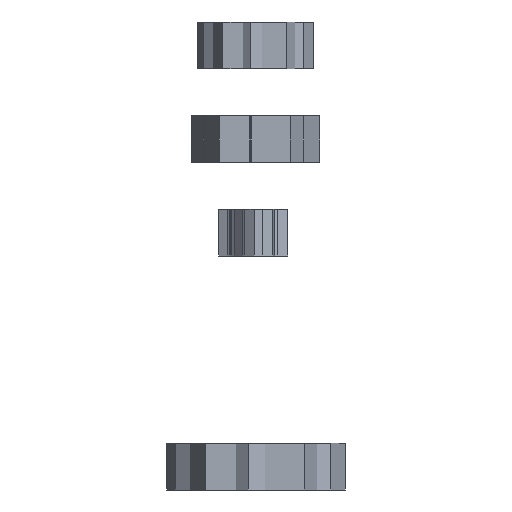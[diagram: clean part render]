
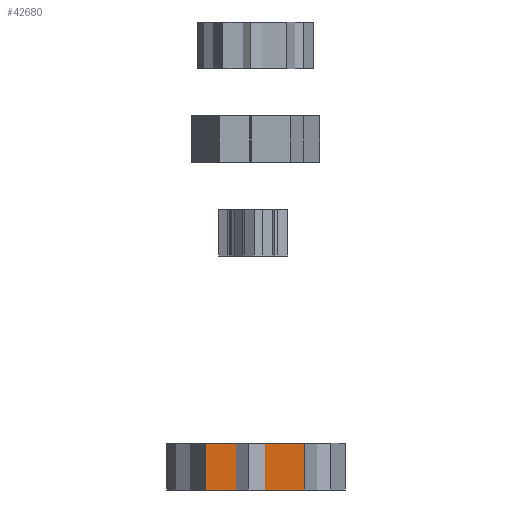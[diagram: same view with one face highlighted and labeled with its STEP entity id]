
A CAD part, front view. The second image highlights one B-rep face of the part: STEP entity #42680.
In plain terms, the highlighted planar face has unit normal (-0.007, -1, 0).
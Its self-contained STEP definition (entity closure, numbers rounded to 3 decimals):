
#35395 = PLANE('',#35396);
#35396 = AXIS2_PLACEMENT_3D('',#35397,#35398,#35399);
#35397 = CARTESIAN_POINT('',(0.169,0.052,5.));
#35398 = DIRECTION('',(0.,0.,1.));
#35399 = DIRECTION('',(1.,0.,-0.));
#35449 = PLANE('',#35450);
#35450 = AXIS2_PLACEMENT_3D('',#35451,#35452,#35453);
#35451 = CARTESIAN_POINT('',(0.169,0.052,0.));
#35452 = DIRECTION('',(0.,0.,1.));
#35453 = DIRECTION('',(1.,0.,-0.));
#42572 = PLANE('',#42573);
#42573 = AXIS2_PLACEMENT_3D('',#42574,#42575,#42576);
#42574 = CARTESIAN_POINT('',(-9.376,1.529,0.));
#42575 = DIRECTION('',(0.918,0.397,-0.));
#42576 = DIRECTION('',(0.397,-0.918,0.));
#42610 = VERTEX_POINT('',#42611);
#42611 = CARTESIAN_POINT('',(-5.235,-8.047,5.));
#42632 = EDGE_CURVE('',#42633,#42610,#42635,.T.);
#42633 = VERTEX_POINT('',#42634);
#42634 = CARTESIAN_POINT('',(-5.235,-8.047,0.));
#42635 = SURFACE_CURVE('',#42636,(#42640,#42647),.PCURVE_S1.);
#42636 = LINE('',#42637,#42638);
#42637 = CARTESIAN_POINT('',(-5.235,-8.047,0.));
#42638 = VECTOR('',#42639,1.);
#42639 = DIRECTION('',(0.,0.,1.));
#42640 = PCURVE('',#42572,#42641);
#42641 = DEFINITIONAL_REPRESENTATION('',(#42642),#42646);
#42642 = LINE('',#42643,#42644);
#42643 = CARTESIAN_POINT('',(10.433,0.));
#42644 = VECTOR('',#42645,1.);
#42645 = DIRECTION('',(0.,-1.));
#42646 = ( GEOMETRIC_REPRESENTATION_CONTEXT(2) 
PARAMETRIC_REPRESENTATION_CONTEXT() REPRESENTATION_CONTEXT('2D SPACE',''
  ) );
#42647 = PCURVE('',#42648,#42653);
#42648 = PLANE('',#42649);
#42649 = AXIS2_PLACEMENT_3D('',#42650,#42651,#42652);
#42650 = CARTESIAN_POINT('',(-5.235,-8.047,0.));
#42651 = DIRECTION('',(0.007,1.,-0.));
#42652 = DIRECTION('',(1.,-0.007,0.));
#42653 = DEFINITIONAL_REPRESENTATION('',(#42654),#42658);
#42654 = LINE('',#42655,#42656);
#42655 = CARTESIAN_POINT('',(0.,0.));
#42656 = VECTOR('',#42657,1.);
#42657 = DIRECTION('',(0.,-1.));
#42658 = ( GEOMETRIC_REPRESENTATION_CONTEXT(2) 
PARAMETRIC_REPRESENTATION_CONTEXT() REPRESENTATION_CONTEXT('2D SPACE',''
  ) );
#42680 = ADVANCED_FACE('',(#42681),#42648,.F.);
#42681 = FACE_BOUND('',#42682,.F.);
#42682 = EDGE_LOOP('',(#42683,#42684,#42707,#42735));
#42683 = ORIENTED_EDGE('',*,*,#42632,.T.);
#42684 = ORIENTED_EDGE('',*,*,#42685,.T.);
#42685 = EDGE_CURVE('',#42610,#42686,#42688,.T.);
#42686 = VERTEX_POINT('',#42687);
#42687 = CARTESIAN_POINT('',(5.308,-8.119,5.));
#42688 = SURFACE_CURVE('',#42689,(#42693,#42700),.PCURVE_S1.);
#42689 = LINE('',#42690,#42691);
#42690 = CARTESIAN_POINT('',(-5.235,-8.047,5.));
#42691 = VECTOR('',#42692,1.);
#42692 = DIRECTION('',(1.,-0.007,0.));
#42693 = PCURVE('',#42648,#42694);
#42694 = DEFINITIONAL_REPRESENTATION('',(#42695),#42699);
#42695 = LINE('',#42696,#42697);
#42696 = CARTESIAN_POINT('',(0.,-5.));
#42697 = VECTOR('',#42698,1.);
#42698 = DIRECTION('',(1.,0.));
#42699 = ( GEOMETRIC_REPRESENTATION_CONTEXT(2) 
PARAMETRIC_REPRESENTATION_CONTEXT() REPRESENTATION_CONTEXT('2D SPACE',''
  ) );
#42700 = PCURVE('',#35395,#42701);
#42701 = DEFINITIONAL_REPRESENTATION('',(#42702),#42706);
#42702 = LINE('',#42703,#42704);
#42703 = CARTESIAN_POINT('',(-5.403,-8.1));
#42704 = VECTOR('',#42705,1.);
#42705 = DIRECTION('',(1.,-0.007));
#42706 = ( GEOMETRIC_REPRESENTATION_CONTEXT(2) 
PARAMETRIC_REPRESENTATION_CONTEXT() REPRESENTATION_CONTEXT('2D SPACE',''
  ) );
#42707 = ORIENTED_EDGE('',*,*,#42708,.F.);
#42708 = EDGE_CURVE('',#42709,#42686,#42711,.T.);
#42709 = VERTEX_POINT('',#42710);
#42710 = CARTESIAN_POINT('',(5.308,-8.119,0.));
#42711 = SURFACE_CURVE('',#42712,(#42716,#42723),.PCURVE_S1.);
#42712 = LINE('',#42713,#42714);
#42713 = CARTESIAN_POINT('',(5.308,-8.119,0.));
#42714 = VECTOR('',#42715,1.);
#42715 = DIRECTION('',(0.,0.,1.));
#42716 = PCURVE('',#42648,#42717);
#42717 = DEFINITIONAL_REPRESENTATION('',(#42718),#42722);
#42718 = LINE('',#42719,#42720);
#42719 = CARTESIAN_POINT('',(10.543,0.));
#42720 = VECTOR('',#42721,1.);
#42721 = DIRECTION('',(0.,-1.));
#42722 = ( GEOMETRIC_REPRESENTATION_CONTEXT(2) 
PARAMETRIC_REPRESENTATION_CONTEXT() REPRESENTATION_CONTEXT('2D SPACE',''
  ) );
#42723 = PCURVE('',#42724,#42729);
#42724 = PLANE('',#42725);
#42725 = AXIS2_PLACEMENT_3D('',#42726,#42727,#42728);
#42726 = CARTESIAN_POINT('',(5.308,-8.119,0.));
#42727 = DIRECTION('',(-0.912,0.409,0.));
#42728 = DIRECTION('',(0.409,0.912,0.));
#42729 = DEFINITIONAL_REPRESENTATION('',(#42730),#42734);
#42730 = LINE('',#42731,#42732);
#42731 = CARTESIAN_POINT('',(0.,0.));
#42732 = VECTOR('',#42733,1.);
#42733 = DIRECTION('',(0.,-1.));
#42734 = ( GEOMETRIC_REPRESENTATION_CONTEXT(2) 
PARAMETRIC_REPRESENTATION_CONTEXT() REPRESENTATION_CONTEXT('2D SPACE',''
  ) );
#42735 = ORIENTED_EDGE('',*,*,#42736,.F.);
#42736 = EDGE_CURVE('',#42633,#42709,#42737,.T.);
#42737 = SURFACE_CURVE('',#42738,(#42742,#42749),.PCURVE_S1.);
#42738 = LINE('',#42739,#42740);
#42739 = CARTESIAN_POINT('',(-5.235,-8.047,0.));
#42740 = VECTOR('',#42741,1.);
#42741 = DIRECTION('',(1.,-0.007,0.));
#42742 = PCURVE('',#42648,#42743);
#42743 = DEFINITIONAL_REPRESENTATION('',(#42744),#42748);
#42744 = LINE('',#42745,#42746);
#42745 = CARTESIAN_POINT('',(0.,0.));
#42746 = VECTOR('',#42747,1.);
#42747 = DIRECTION('',(1.,0.));
#42748 = ( GEOMETRIC_REPRESENTATION_CONTEXT(2) 
PARAMETRIC_REPRESENTATION_CONTEXT() REPRESENTATION_CONTEXT('2D SPACE',''
  ) );
#42749 = PCURVE('',#35449,#42750);
#42750 = DEFINITIONAL_REPRESENTATION('',(#42751),#42755);
#42751 = LINE('',#42752,#42753);
#42752 = CARTESIAN_POINT('',(-5.403,-8.1));
#42753 = VECTOR('',#42754,1.);
#42754 = DIRECTION('',(1.,-0.007));
#42755 = ( GEOMETRIC_REPRESENTATION_CONTEXT(2) 
PARAMETRIC_REPRESENTATION_CONTEXT() REPRESENTATION_CONTEXT('2D SPACE',''
  ) );
